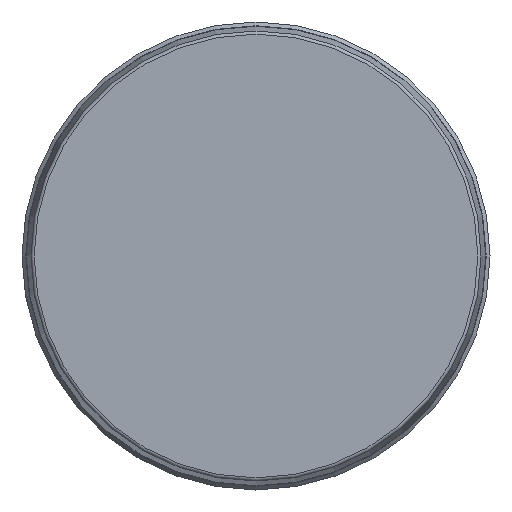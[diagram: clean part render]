
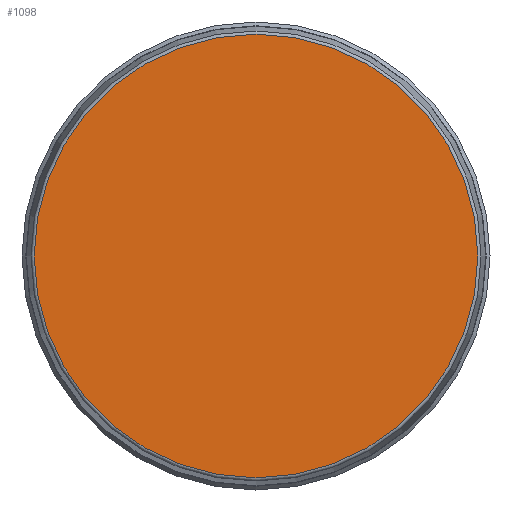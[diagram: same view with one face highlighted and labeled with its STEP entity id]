
A CAD part, front view. The second image highlights one B-rep face of the part: STEP entity #1098.
In plain terms, the highlighted planar face has unit normal (0, -1, 0).
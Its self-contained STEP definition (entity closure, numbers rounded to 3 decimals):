
#88=PLANE('',#1318);
#222=FACE_OUTER_BOUND('',#287,.T.);
#287=EDGE_LOOP('',(#856,#857));
#355=CIRCLE('',#1270,13.73);
#356=CIRCLE('',#1271,13.73);
#456=VERTEX_POINT('',#1880);
#457=VERTEX_POINT('',#1881);
#582=EDGE_CURVE('',#456,#457,#355,.T.);
#583=EDGE_CURVE('',#457,#456,#356,.T.);
#856=ORIENTED_EDGE('',*,*,#582,.T.);
#857=ORIENTED_EDGE('',*,*,#583,.T.);
#1098=ADVANCED_FACE('',(#222),#88,.T.);
#1270=AXIS2_PLACEMENT_3D('',#1882,#1483,#1484);
#1271=AXIS2_PLACEMENT_3D('',#1883,#1485,#1486);
#1318=AXIS2_PLACEMENT_3D('',#1961,#1584,#1585);
#1483=DIRECTION('center_axis',(0.,-1.,0.));
#1484=DIRECTION('ref_axis',(0.,0.,-1.));
#1485=DIRECTION('center_axis',(0.,-1.,0.));
#1486=DIRECTION('ref_axis',(0.,0.,-1.));
#1584=DIRECTION('center_axis',(0.,-1.,0.));
#1585=DIRECTION('ref_axis',(0.,0.,-1.));
#1880=CARTESIAN_POINT('',(0.,-2.,-13.73));
#1881=CARTESIAN_POINT('',(0.,-2.,13.73));
#1882=CARTESIAN_POINT('Origin',(0.,-2.,0.));
#1883=CARTESIAN_POINT('Origin',(0.,-2.,0.));
#1961=CARTESIAN_POINT('Origin',(0.,-2.,0.));
